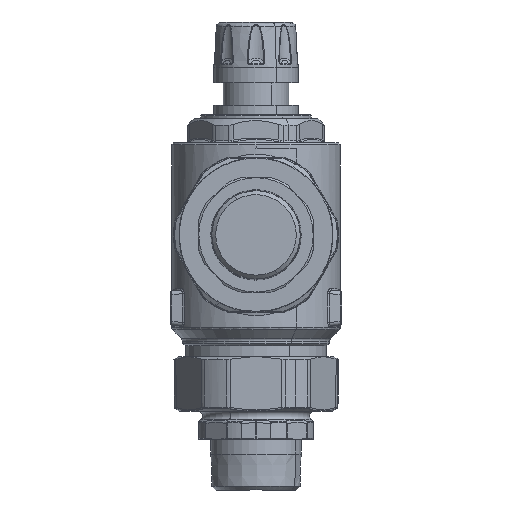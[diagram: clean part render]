
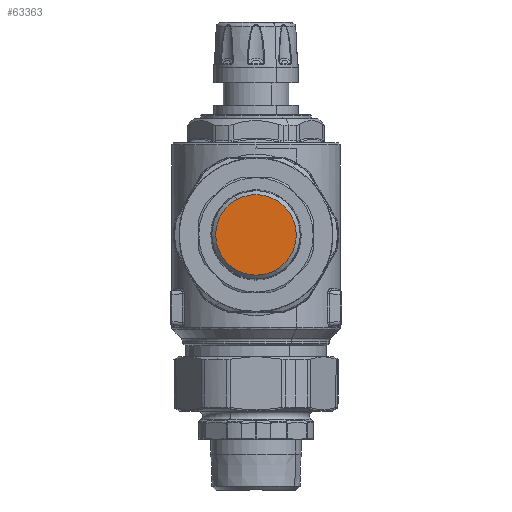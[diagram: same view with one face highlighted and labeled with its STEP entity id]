
A CAD part, front view. The second image highlights one B-rep face of the part: STEP entity #63363.
In plain terms, the highlighted planar face has unit normal (0, -1, 0).
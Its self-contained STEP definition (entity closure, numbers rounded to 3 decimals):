
#61286=CARTESIAN_POINT('Axis2P3D Location',(0.,-127.,0.)) ;
#61290=CARTESIAN_POINT('Vertex',(0.,-127.,-21.474)) ;
#61292=CARTESIAN_POINT('Vertex',(10.295,-127.,-18.845)) ;
#61295=CARTESIAN_POINT('Axis2P3D Location',(0.,-127.,0.)) ;
#61299=CARTESIAN_POINT('Vertex',(-21.474,-127.,0.)) ;
#61302=CARTESIAN_POINT('Axis2P3D Location',(0.,-127.,0.)) ;
#61306=CARTESIAN_POINT('Vertex',(-10.295,-127.,18.845)) ;
#63060=CARTESIAN_POINT('Axis2P3D Location',(0.,-127.,0.)) ;
#63064=CARTESIAN_POINT('Vertex',(0.,-127.,21.474)) ;
#63067=CARTESIAN_POINT('Axis2P3D Location',(0.,-127.,0.)) ;
#63071=CARTESIAN_POINT('Vertex',(21.474,-127.,0.)) ;
#63074=CARTESIAN_POINT('Axis2P3D Location',(0.,-127.,0.)) ;
#63350=CARTESIAN_POINT('Axis2P3D Location',(0.,-127.,-21.681)) ;
#61287=DIRECTION('Axis2P3D Direction',(-0.,1.,0.)) ;
#61296=DIRECTION('Axis2P3D Direction',(-0.,1.,0.)) ;
#61303=DIRECTION('Axis2P3D Direction',(-0.,1.,0.)) ;
#63061=DIRECTION('Axis2P3D Direction',(-0.,1.,0.)) ;
#63068=DIRECTION('Axis2P3D Direction',(-0.,1.,0.)) ;
#63075=DIRECTION('Axis2P3D Direction',(-0.,1.,0.)) ;
#63351=DIRECTION('Axis2P3D Direction',(-0.,1.,0.)) ;
#63352=DIRECTION('Axis2P3D XDirection',(1.,0.,0.)) ;
#61288=AXIS2_PLACEMENT_3D('Circle Axis2P3D',#61286,#61287,$) ;
#61297=AXIS2_PLACEMENT_3D('Circle Axis2P3D',#61295,#61296,$) ;
#61304=AXIS2_PLACEMENT_3D('Circle Axis2P3D',#61302,#61303,$) ;
#63062=AXIS2_PLACEMENT_3D('Circle Axis2P3D',#63060,#63061,$) ;
#63069=AXIS2_PLACEMENT_3D('Circle Axis2P3D',#63067,#63068,$) ;
#63076=AXIS2_PLACEMENT_3D('Circle Axis2P3D',#63074,#63075,$) ;
#63353=AXIS2_PLACEMENT_3D('Plane Axis2P3D',#63350,#63351,#63352) ;
#61289=CIRCLE('generated circle',#61288,21.474) ;
#61298=CIRCLE('generated circle',#61297,21.474) ;
#61305=CIRCLE('generated circle',#61304,21.474) ;
#63063=CIRCLE('generated circle',#63062,21.474) ;
#63070=CIRCLE('generated circle',#63069,21.474) ;
#63077=CIRCLE('generated circle',#63076,21.474) ;
#63354=PLANE('',#63353) ;
#61294=EDGE_CURVE('',#61291,#61293,#61289,.F.) ;
#61301=EDGE_CURVE('',#61300,#61291,#61298,.F.) ;
#61308=EDGE_CURVE('',#61307,#61300,#61305,.F.) ;
#63066=EDGE_CURVE('',#63065,#61307,#63063,.F.) ;
#63073=EDGE_CURVE('',#63072,#63065,#63070,.F.) ;
#63078=EDGE_CURVE('',#61293,#63072,#63077,.F.) ;
#63356=ORIENTED_EDGE('',*,*,#63073,.T.) ;
#63357=ORIENTED_EDGE('',*,*,#63066,.T.) ;
#63358=ORIENTED_EDGE('',*,*,#61308,.T.) ;
#63359=ORIENTED_EDGE('',*,*,#61301,.T.) ;
#63360=ORIENTED_EDGE('',*,*,#61294,.T.) ;
#63361=ORIENTED_EDGE('',*,*,#63078,.T.) ;
#63355=EDGE_LOOP('',(#63356,#63357,#63358,#63359,#63360,#63361)) ;
#61291=VERTEX_POINT('',#61290) ;
#61293=VERTEX_POINT('',#61292) ;
#61300=VERTEX_POINT('',#61299) ;
#61307=VERTEX_POINT('',#61306) ;
#63065=VERTEX_POINT('',#63064) ;
#63072=VERTEX_POINT('',#63071) ;
#63363=ADVANCED_FACE('PartBody',(#63362),#63354,.F.) ;
#63362=FACE_OUTER_BOUND('',#63355,.T.) ;
